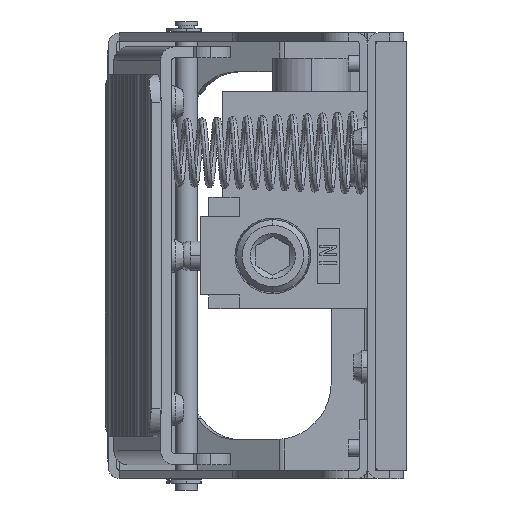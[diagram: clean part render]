
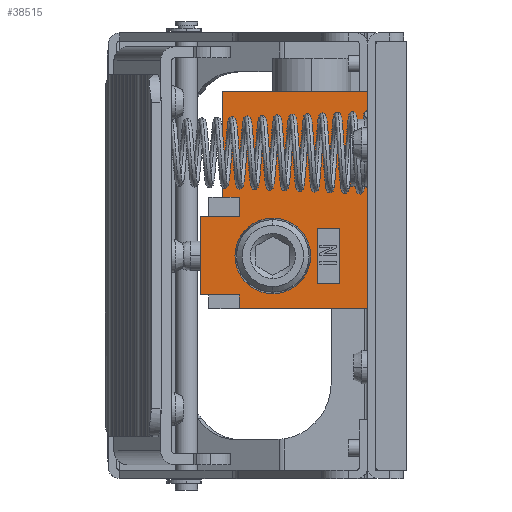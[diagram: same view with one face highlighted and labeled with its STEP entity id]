
A CAD part, left-side view. The second image highlights one B-rep face of the part: STEP entity #38515.
In plain terms, the highlighted planar face has unit normal (-1, 0, 0).
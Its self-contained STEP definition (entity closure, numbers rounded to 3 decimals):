
#99 = AXIS2_PLACEMENT_3D ( 'NONE', #34039, #16094, #37057 ) ;
#264 = CARTESIAN_POINT ( 'NONE',  ( -9.858, 12.655, 10.463 ) ) ;
#316 = CARTESIAN_POINT ( 'NONE',  ( -9.858, 5.655, 10.463 ) ) ;
#545 = VERTEX_POINT ( 'NONE', #5634 ) ;
#1392 = AXIS2_PLACEMENT_3D ( 'NONE', #6581, #9586, #30572 ) ;
#1615 = FACE_OUTER_BOUND ( 'NONE', #22242, .T. ) ;
#1678 = DIRECTION ( 'NONE',  ( 0., 1., 0. ) ) ;
#1820 = DIRECTION ( 'NONE',  ( 0., 0., 1. ) ) ;
#2124 = VECTOR ( 'NONE', #12228, 1000. ) ;
#2214 = LINE ( 'NONE', #34081, #16347 ) ;
#2619 = EDGE_CURVE ( 'NONE', #12255, #32825, #16783, .T. ) ;
#2625 = EDGE_CURVE ( 'NONE', #33624, #36929, #32729, .T. ) ;
#2960 = ORIENTED_EDGE ( 'NONE', *, *, #13371, .F. ) ;
#3446 = LINE ( 'NONE', #35453, #18509 ) ;
#4323 = LINE ( 'NONE', #15509, #35326 ) ;
#4583 = EDGE_CURVE ( 'NONE', #20167, #17358, #33220, .T. ) ;
#4726 = CARTESIAN_POINT ( 'NONE',  ( -9.858, 5.655, 29.463 ) ) ;
#5077 = VERTEX_POINT ( 'NONE', #27191 ) ;
#5248 = EDGE_CURVE ( 'NONE', #32825, #25881, #16305, .T. ) ;
#5634 = CARTESIAN_POINT ( 'NONE',  ( -9.858, -8.345, 4.963 ) ) ;
#5749 = EDGE_CURVE ( 'NONE', #545, #6417, #33130, .T. ) ;
#6417 = VERTEX_POINT ( 'NONE', #11687 ) ;
#6581 = CARTESIAN_POINT ( 'NONE',  ( -9.858, 12.655, 29.463 ) ) ;
#6600 = VERTEX_POINT ( 'NONE', #15491 ) ;
#7149 = EDGE_CURVE ( 'NONE', #6417, #18634, #19440, .T. ) ;
#7357 = VECTOR ( 'NONE', #19916, 1000. ) ;
#8175 = EDGE_LOOP ( 'NONE', ( #2960, #37360, #35962, #27782 ) ) ;
#8318 = VERTEX_POINT ( 'NONE', #22662 ) ;
#8772 = VECTOR ( 'NONE', #24991, 1000. ) ;
#8858 = ORIENTED_EDGE ( 'NONE', *, *, #29027, .F. ) ;
#9262 = DIRECTION ( 'NONE',  ( -1., 0., 0. ) ) ;
#9340 = DIRECTION ( 'NONE',  ( 0., 1., 0. ) ) ;
#9486 = EDGE_CURVE ( 'NONE', #12766, #20167, #36162, .T. ) ;
#9530 = CARTESIAN_POINT ( 'NONE',  ( -9.858, -17.345, -0.037 ) ) ;
#9586 = DIRECTION ( 'NONE',  ( 1., 0., 0. ) ) ;
#9822 = EDGE_CURVE ( 'NONE', #17791, #12255, #11748, .T. ) ;
#10131 = DIRECTION ( 'NONE',  ( 0., 0., 1. ) ) ;
#10900 = CARTESIAN_POINT ( 'NONE',  ( -9.858, -0.345, -6.834 ) ) ;
#11189 = AXIS2_PLACEMENT_3D ( 'NONE', #27225, #9262, #30223 ) ;
#11457 = VECTOR ( 'NONE', #35013, 1000. ) ;
#11687 = CARTESIAN_POINT ( 'NONE',  ( -9.858, -8.345, -5.037 ) ) ;
#11748 = LINE ( 'NONE', #9530, #27679 ) ;
#12228 = DIRECTION ( 'NONE',  ( 0., 0., -1. ) ) ;
#12255 = VERTEX_POINT ( 'NONE', #31662 ) ;
#12473 = CARTESIAN_POINT ( 'NONE',  ( -9.858, 5.655, -7.037 ) ) ;
#12766 = VERTEX_POINT ( 'NONE', #22689 ) ;
#13371 = EDGE_CURVE ( 'NONE', #18634, #8318, #28478, .T. ) ;
#15399 = VECTOR ( 'NONE', #21315, 1000. ) ;
#15491 = CARTESIAN_POINT ( 'NONE',  ( -9.858, 8.655, 29.463 ) ) ;
#15509 = CARTESIAN_POINT ( 'NONE',  ( -9.858, 8.655, 29.463 ) ) ;
#16074 = CARTESIAN_POINT ( 'NONE',  ( -9.858, 12.655, 29.463 ) ) ;
#16094 = DIRECTION ( 'NONE',  ( -1., 0., 0. ) ) ;
#16151 = VERTEX_POINT ( 'NONE', #20763 ) ;
#16278 = CARTESIAN_POINT ( 'NONE',  ( -9.858, 5.655, -9.537 ) ) ;
#16305 = LINE ( 'NONE', #27967, #31271 ) ;
#16347 = VECTOR ( 'NONE', #28182, 1000. ) ;
#16689 = CARTESIAN_POINT ( 'NONE',  ( -9.858, 12.655, 29.463 ) ) ;
#16738 = CARTESIAN_POINT ( 'NONE',  ( -9.858, -0.345, 6.761 ) ) ;
#16783 = LINE ( 'NONE', #21973, #8772 ) ;
#17040 = EDGE_CURVE ( 'NONE', #5077, #16151, #34707, .T. ) ;
#17358 = VERTEX_POINT ( 'NONE', #38537 ) ;
#17791 = VERTEX_POINT ( 'NONE', #37494 ) ;
#18017 = CARTESIAN_POINT ( 'NONE',  ( -9.858, -12.345, -5.037 ) ) ;
#18509 = VECTOR ( 'NONE', #23642, 1000. ) ;
#18543 = PLANE ( 'NONE',  #1392 ) ;
#18586 = FACE_BOUND ( 'NONE', #8175, .T. ) ;
#18634 = VERTEX_POINT ( 'NONE', #18017 ) ;
#18767 = VECTOR ( 'NONE', #10131, 1000. ) ;
#19440 = LINE ( 'NONE', #28972, #11457 ) ;
#19916 = DIRECTION ( 'NONE',  ( 0., 0., 1. ) ) ;
#20167 = VERTEX_POINT ( 'NONE', #316 ) ;
#20289 = CIRCLE ( 'NONE', #11189, 6.798 ) ;
#20763 = CARTESIAN_POINT ( 'NONE',  ( -9.858, 12.655, 6.963 ) ) ;
#21315 = DIRECTION ( 'NONE',  ( 0., 1., 0. ) ) ;
#21506 = LINE ( 'NONE', #30305, #26649 ) ;
#21973 = CARTESIAN_POINT ( 'NONE',  ( -9.858, -17.345, -9.537 ) ) ;
#22044 = EDGE_CURVE ( 'NONE', #17358, #6600, #4323, .T. ) ;
#22055 = ORIENTED_EDGE ( 'NONE', *, *, #22044, .F. ) ;
#22242 = EDGE_LOOP ( 'NONE', ( #23236, #35137, #22055, #25679, #31732, #8858, #35369, #28967, #30336, #28288 ) ) ;
#22662 = CARTESIAN_POINT ( 'NONE',  ( -9.858, -12.345, 4.963 ) ) ;
#22678 = EDGE_CURVE ( 'NONE', #36929, #33624, #20289, .T. ) ;
#22689 = CARTESIAN_POINT ( 'NONE',  ( -9.858, 5.655, 6.963 ) ) ;
#23236 = ORIENTED_EDGE ( 'NONE', *, *, #9822, .F. ) ;
#23642 = DIRECTION ( 'NONE',  ( 0., -1., 0. ) ) ;
#24991 = DIRECTION ( 'NONE',  ( 0., 1., 0. ) ) ;
#25442 = EDGE_CURVE ( 'NONE', #17791, #6600, #28106, .T. ) ;
#25679 = ORIENTED_EDGE ( 'NONE', *, *, #4583, .F. ) ;
#25881 = VERTEX_POINT ( 'NONE', #12473 ) ;
#26197 = EDGE_CURVE ( 'NONE', #25881, #5077, #2214, .T. ) ;
#26649 = VECTOR ( 'NONE', #9340, 1000. ) ;
#27191 = CARTESIAN_POINT ( 'NONE',  ( -9.858, 12.655, -7.037 ) ) ;
#27225 = CARTESIAN_POINT ( 'NONE',  ( -9.858, -0.345, -0.037 ) ) ;
#27529 = DIRECTION ( 'NONE',  ( 0., 0., 1. ) ) ;
#27679 = VECTOR ( 'NONE', #30520, 1000. ) ;
#27782 = ORIENTED_EDGE ( 'NONE', *, *, #36565, .F. ) ;
#27967 = CARTESIAN_POINT ( 'NONE',  ( -9.858, 5.655, 29.463 ) ) ;
#28106 = LINE ( 'NONE', #16689, #37017 ) ;
#28182 = DIRECTION ( 'NONE',  ( 0., 1., 0. ) ) ;
#28288 = ORIENTED_EDGE ( 'NONE', *, *, #2619, .F. ) ;
#28478 = LINE ( 'NONE', #37850, #7357 ) ;
#28967 = ORIENTED_EDGE ( 'NONE', *, *, #26197, .F. ) ;
#28972 = CARTESIAN_POINT ( 'NONE',  ( -9.858, 12.655, -5.037 ) ) ;
#29027 = EDGE_CURVE ( 'NONE', #16151, #12766, #3446, .T. ) ;
#30223 = DIRECTION ( 'NONE',  ( 0., 0., 1. ) ) ;
#30305 = CARTESIAN_POINT ( 'NONE',  ( -9.858, 12.655, 4.963 ) ) ;
#30336 = ORIENTED_EDGE ( 'NONE', *, *, #5248, .F. ) ;
#30478 = ORIENTED_EDGE ( 'NONE', *, *, #22678, .F. ) ;
#30520 = DIRECTION ( 'NONE',  ( 0., 0., -1. ) ) ;
#30572 = DIRECTION ( 'NONE',  ( 0., 0., -1. ) ) ;
#30966 = DIRECTION ( 'NONE',  ( 0., 0., 1. ) ) ;
#31271 = VECTOR ( 'NONE', #30966, 1000. ) ;
#31662 = CARTESIAN_POINT ( 'NONE',  ( -9.858, -17.345, -9.537 ) ) ;
#31732 = ORIENTED_EDGE ( 'NONE', *, *, #9486, .F. ) ;
#32640 = FACE_BOUND ( 'NONE', #33520, .T. ) ;
#32729 = CIRCLE ( 'NONE', #99, 6.798 ) ;
#32825 = VERTEX_POINT ( 'NONE', #16278 ) ;
#33130 = LINE ( 'NONE', #33188, #2124 ) ;
#33188 = CARTESIAN_POINT ( 'NONE',  ( -9.858, -8.345, 29.463 ) ) ;
#33220 = LINE ( 'NONE', #264, #15399 ) ;
#33520 = EDGE_LOOP ( 'NONE', ( #36513, #30478 ) ) ;
#33624 = VERTEX_POINT ( 'NONE', #16738 ) ;
#34039 = CARTESIAN_POINT ( 'NONE',  ( -9.858, -0.345, -0.037 ) ) ;
#34081 = CARTESIAN_POINT ( 'NONE',  ( -9.858, 12.655, -7.037 ) ) ;
#34707 = LINE ( 'NONE', #16074, #18767 ) ;
#35013 = DIRECTION ( 'NONE',  ( 0., -1., 0. ) ) ;
#35137 = ORIENTED_EDGE ( 'NONE', *, *, #25442, .T. ) ;
#35234 = VECTOR ( 'NONE', #1820, 1000. ) ;
#35326 = VECTOR ( 'NONE', #27529, 1000. ) ;
#35369 = ORIENTED_EDGE ( 'NONE', *, *, #17040, .F. ) ;
#35453 = CARTESIAN_POINT ( 'NONE',  ( -9.858, 12.655, 6.963 ) ) ;
#35962 = ORIENTED_EDGE ( 'NONE', *, *, #5749, .F. ) ;
#36162 = LINE ( 'NONE', #4726, #35234 ) ;
#36513 = ORIENTED_EDGE ( 'NONE', *, *, #2625, .F. ) ;
#36565 = EDGE_CURVE ( 'NONE', #8318, #545, #21506, .T. ) ;
#36929 = VERTEX_POINT ( 'NONE', #10900 ) ;
#37017 = VECTOR ( 'NONE', #1678, 1000. ) ;
#37057 = DIRECTION ( 'NONE',  ( 0., 0., 1. ) ) ;
#37360 = ORIENTED_EDGE ( 'NONE', *, *, #7149, .F. ) ;
#37494 = CARTESIAN_POINT ( 'NONE',  ( -9.858, -17.345, 29.463 ) ) ;
#37850 = CARTESIAN_POINT ( 'NONE',  ( -9.858, -12.345, 29.463 ) ) ;
#38515 = ADVANCED_FACE ( 'NONE', ( #1615, #18586, #32640 ), #18543, .F. ) ;
#38537 = CARTESIAN_POINT ( 'NONE',  ( -9.858, 8.655, 10.463 ) ) ;
